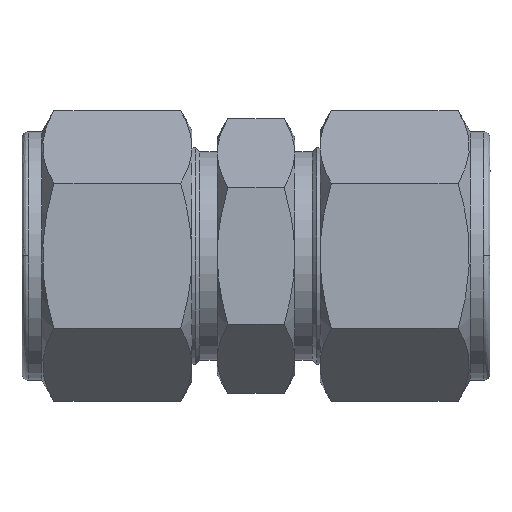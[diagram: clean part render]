
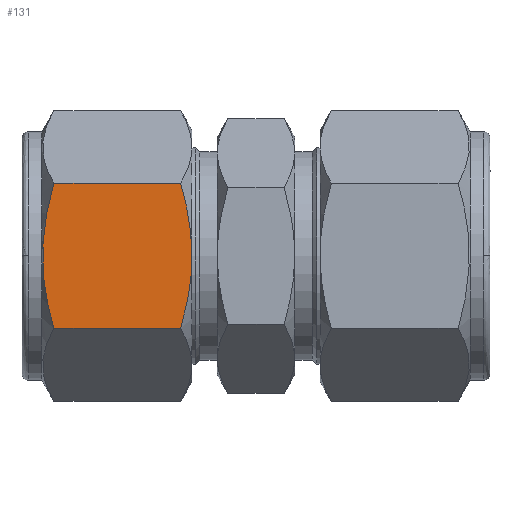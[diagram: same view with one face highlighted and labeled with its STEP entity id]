
A CAD part, top view. The second image highlights one B-rep face of the part: STEP entity #131.
In plain terms, the highlighted planar face has unit normal (0, 0, 1).
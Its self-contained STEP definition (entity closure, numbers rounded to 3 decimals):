
#131=ADVANCED_FACE('',(#285),#286,.T.);
#285=FACE_OUTER_BOUND('',#565,.T.);
#286=PLANE('',#566);
#565=EDGE_LOOP('',(#1035,#1036,#1037,#1038,#1039));
#566=AXIS2_PLACEMENT_3D('',#1040,#1041,#1042);
#1035=ORIENTED_EDGE('',*,*,#1366,.F.);
#1036=ORIENTED_EDGE('',*,*,#1442,.T.);
#1037=ORIENTED_EDGE('',*,*,#1443,.T.);
#1038=ORIENTED_EDGE('',*,*,#1444,.T.);
#1039=ORIENTED_EDGE('',*,*,#1439,.F.);
#1040=CARTESIAN_POINT('',(0.,16.498,28.575));
#1041=DIRECTION('',(0.,0.,1.0));
#1042=DIRECTION('',(0.0,-1.0,0.));
#1366=EDGE_CURVE('',#1621,#1623,#1624,.T.);
#1439=EDGE_CURVE('',#1623,#1731,#1732,.T.);
#1442=EDGE_CURVE('',#1621,#1735,#1736,.T.);
#1443=EDGE_CURVE('',#1735,#1737,#1738,.T.);
#1444=EDGE_CURVE('',#1737,#1731,#1739,.T.);
#1621=VERTEX_POINT('',#2251);
#1623=VERTEX_POINT('',#2266);
#1624=B_SPLINE_CURVE_WITH_KNOTS('',3,(#2267,#2268,#2269,#2270,#2271,#2272,#2273,#2274,#2275,#2276,#2277,#2278,#2279,#2280),.UNSPECIFIED.,.F.,.F.,(4,2,2,2,2,2,4),(0.,0.008,0.017,0.019,0.021,0.025,0.033),.UNSPECIFIED.);
#1731=VERTEX_POINT('',#2791);
#1732=LINE('',#2792,#2793);
#1735=VERTEX_POINT('',#2802);
#1736=LINE('',#2803,#2804);
#1737=VERTEX_POINT('',#2805);
#1738=B_SPLINE_CURVE_WITH_KNOTS('',3,(#2806,#2807,#2808,#2809,#2810,#2811),.UNSPECIFIED.,.F.,.F.,(4,2,4),(0.,0.008,0.017),.UNSPECIFIED.);
#1739=B_SPLINE_CURVE_WITH_KNOTS('',3,(#2812,#2813,#2814,#2815,#2816,#2817),.UNSPECIFIED.,.F.,.F.,(4,2,4),(0.,0.008,0.017),.UNSPECIFIED.);
#2251=CARTESIAN_POINT('',(7.24,-16.498,28.575));
#2266=CARTESIAN_POINT('',(7.24,16.498,28.575));
#2267=CARTESIAN_POINT('',(7.24,-16.498,28.575));
#2268=CARTESIAN_POINT('',(6.462,-13.804,28.575));
#2269=CARTESIAN_POINT('',(5.821,-11.091,28.575));
#2270=CARTESIAN_POINT('',(4.933,-5.607,28.575));
#2271=CARTESIAN_POINT('',(4.689,-2.837,28.575));
#2272=CARTESIAN_POINT('',(4.687,0.67,28.575));
#2273=CARTESIAN_POINT('',(4.702,1.375,28.575));
#2274=CARTESIAN_POINT('',(4.76,2.778,28.575));
#2275=CARTESIAN_POINT('',(4.805,3.477,28.575));
#2276=CARTESIAN_POINT('',(4.979,5.568,28.575));
#2277=CARTESIAN_POINT('',(5.152,6.952,28.575));
#2278=CARTESIAN_POINT('',(5.819,11.081,28.575));
#2279=CARTESIAN_POINT('',(6.461,13.801,28.575));
#2280=CARTESIAN_POINT('',(7.24,16.498,28.575));
#2791=CARTESIAN_POINT('',(36.048,16.498,28.575));
#2792=CARTESIAN_POINT('',(0.,16.498,28.575));
#2793=VECTOR('',#3257,1000.0);
#2802=CARTESIAN_POINT('',(36.048,-16.498,28.575));
#2803=CARTESIAN_POINT('',(0.,-16.498,28.575));
#2804=VECTOR('',#3259,1000.0);
#2805=CARTESIAN_POINT('',(38.6,0.,28.575));
#2806=CARTESIAN_POINT('',(36.048,-16.498,28.575));
#2807=CARTESIAN_POINT('',(36.826,-13.803,28.575));
#2808=CARTESIAN_POINT('',(37.467,-11.087,28.575));
#2809=CARTESIAN_POINT('',(38.356,-5.593,28.575));
#2810=CARTESIAN_POINT('',(38.6,-2.815,28.575));
#2811=CARTESIAN_POINT('',(38.6,0.,28.575));
#2812=CARTESIAN_POINT('',(38.6,0.,28.575));
#2813=CARTESIAN_POINT('',(38.6,2.815,28.575));
#2814=CARTESIAN_POINT('',(38.356,5.593,28.575));
#2815=CARTESIAN_POINT('',(37.467,11.087,28.575));
#2816=CARTESIAN_POINT('',(36.826,13.803,28.575));
#2817=CARTESIAN_POINT('',(36.048,16.498,28.575));
#3257=DIRECTION('',(1.0,0.,0.));
#3259=DIRECTION('',(1.0,0.,0.));
